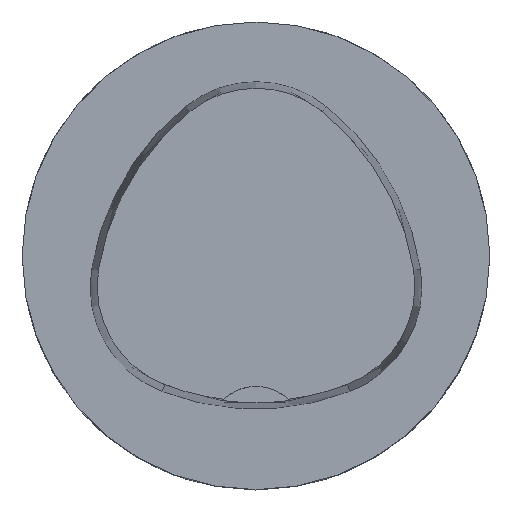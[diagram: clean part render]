
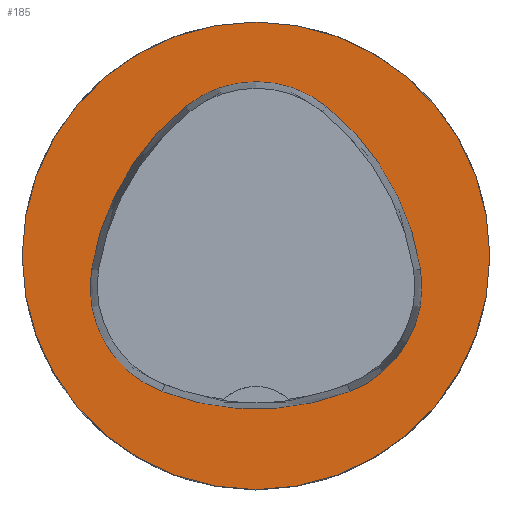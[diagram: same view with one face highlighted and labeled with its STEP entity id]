
A CAD part, top view. The second image highlights one B-rep face of the part: STEP entity #185.
In plain terms, the highlighted planar face has unit normal (0, 0, 1).
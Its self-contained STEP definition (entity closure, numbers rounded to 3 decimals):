
#125=PLANE('',#783);
#185=ADVANCED_FACE('',(#292,#293),#125,.T.);
#292=FACE_BOUND('',#339,.T.);
#293=FACE_BOUND('',#340,.T.);
#339=EDGE_LOOP('',(#440,#441,#442,#443,#444,#445));
#340=EDGE_LOOP('',(#446));
#440=ORIENTED_EDGE('',*,*,#588,.T.);
#441=ORIENTED_EDGE('',*,*,#568,.T.);
#442=ORIENTED_EDGE('',*,*,#572,.T.);
#443=ORIENTED_EDGE('',*,*,#575,.T.);
#444=ORIENTED_EDGE('',*,*,#578,.T.);
#445=ORIENTED_EDGE('',*,*,#586,.T.);
#446=ORIENTED_EDGE('',*,*,#544,.F.);
#494=VERTEX_POINT('',#1040);
#518=VERTEX_POINT('',#1105);
#519=VERTEX_POINT('',#1106);
#522=VERTEX_POINT('',#1114);
#524=VERTEX_POINT('',#1120);
#526=VERTEX_POINT('',#1126);
#533=VERTEX_POINT('',#1147);
#544=EDGE_CURVE('',#494,#494,#601,.T.);
#568=EDGE_CURVE('',#518,#519,#617,.T.);
#572=EDGE_CURVE('',#519,#522,#619,.T.);
#575=EDGE_CURVE('',#522,#524,#621,.T.);
#578=EDGE_CURVE('',#524,#526,#623,.T.);
#586=EDGE_CURVE('',#526,#533,#627,.T.);
#588=EDGE_CURVE('',#533,#518,#629,.T.);
#601=CIRCLE('',#724,25.);
#617=CIRCLE('',#761,28.);
#619=CIRCLE('',#764,12.);
#621=CIRCLE('',#767,28.);
#623=CIRCLE('',#770,12.);
#627=CIRCLE('',#775,28.);
#629=CIRCLE('',#778,12.);
#724=AXIS2_PLACEMENT_3D('',#1039,#830,#831);
#761=AXIS2_PLACEMENT_3D('',#1104,#908,#909);
#764=AXIS2_PLACEMENT_3D('',#1113,#916,#917);
#767=AXIS2_PLACEMENT_3D('',#1119,#923,#924);
#770=AXIS2_PLACEMENT_3D('',#1125,#930,#931);
#775=AXIS2_PLACEMENT_3D('',#1148,#942,#943);
#778=AXIS2_PLACEMENT_3D('',#1151,#948,#949);
#783=AXIS2_PLACEMENT_3D('',#1156,#958,#959);
#830=DIRECTION('',(0.,0.,-1.));
#831=DIRECTION('',(-1.,0.,0.));
#908=DIRECTION('',(0.,0.,-1.));
#909=DIRECTION('',(-1.,0.,0.));
#916=DIRECTION('',(0.,0.,-1.));
#917=DIRECTION('',(-1.,0.,0.));
#923=DIRECTION('',(0.,0.,-1.));
#924=DIRECTION('',(-1.,0.,0.));
#930=DIRECTION('',(0.,0.,-1.));
#931=DIRECTION('',(-1.,0.,0.));
#942=DIRECTION('',(0.,0.,-1.));
#943=DIRECTION('',(-1.,0.,0.));
#948=DIRECTION('',(0.,0.,-1.));
#949=DIRECTION('',(-1.,0.,0.));
#958=DIRECTION('',(0.,0.,1.));
#959=DIRECTION('',(1.,0.,0.));
#1039=CARTESIAN_POINT('',(0.,0.,0.));
#1040=CARTESIAN_POINT('',(-25.,0.,0.));
#1104=CARTESIAN_POINT('',(10.068,-5.824,0.));
#1105=CARTESIAN_POINT('',(-17.584,-1.424,0.));
#1106=CARTESIAN_POINT('',(-7.531,15.953,0.));
#1113=CARTESIAN_POINT('',(0.011,6.62,0.));
#1114=CARTESIAN_POINT('',(7.567,15.942,0.));
#1119=CARTESIAN_POINT('',(-10.063,-5.81,0.));
#1120=CARTESIAN_POINT('',(17.59,-1.418,0.));
#1125=CARTESIAN_POINT('',(5.739,-3.3,0.));
#1126=CARTESIAN_POINT('',(10.05,-14.499,0.));
#1147=CARTESIAN_POINT('',(-10.025,-14.516,0.));
#1148=CARTESIAN_POINT('',(-0.01,11.631,0.));
#1151=CARTESIAN_POINT('',(-5.733,-3.31,0.));
#1156=CARTESIAN_POINT('',(0.,0.,0.));
